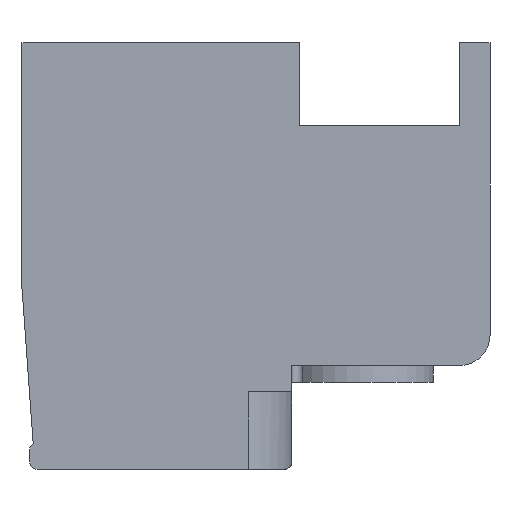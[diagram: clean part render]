
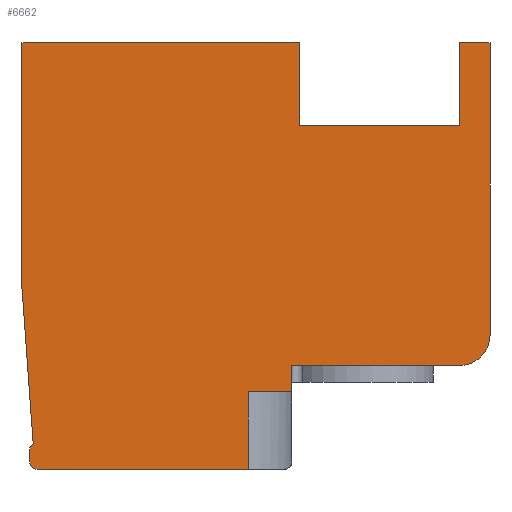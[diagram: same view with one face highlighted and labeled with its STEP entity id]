
A CAD part, front view. The second image highlights one B-rep face of the part: STEP entity #6662.
In plain terms, the highlighted planar face has unit normal (0, -1, 0).
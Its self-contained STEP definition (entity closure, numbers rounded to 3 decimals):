
#1=DIRECTION('',(0.,0.,1.));
#2=VECTOR('',#1,2.05);
#3=CARTESIAN_POINT('',(-0.15,0.,-6.175));
#4=LINE('',#3,#2);
#5=DIRECTION('',(-1.,0.,0.));
#6=VECTOR('',#5,5.6);
#7=CARTESIAN_POINT('',(-0.15,0.,-6.175));
#8=LINE('',#7,#6);
#9=CARTESIAN_POINT('',(-5.75,0.,-5.975));
#10=DIRECTION('',(0.,1.,0.));
#11=DIRECTION('',(0.,0.,-1.));
#12=AXIS2_PLACEMENT_3D('',#9,#10,#11);
#14=DIRECTION('',(0.,0.,1.));
#15=VECTOR('',#14,0.3);
#16=CARTESIAN_POINT('',(-5.95,0.,-5.975));
#17=LINE('',#16,#15);
#18=CARTESIAN_POINT('',(-5.75,0.,-5.675));
#19=DIRECTION('',(0.,1.,0.));
#20=DIRECTION('',(-1.,0.,0.));
#21=AXIS2_PLACEMENT_3D('',#18,#19,#20);
#23=DIRECTION('',(-0.072,0.,0.997));
#24=VECTOR('',#23,4.13);
#25=CARTESIAN_POINT('',(-5.854,0.,-5.504));
#26=LINE('',#25,#24);
#27=DIRECTION('',(0.,0.,1.));
#28=VECTOR('',#27,6.51);
#29=CARTESIAN_POINT('',(-6.15,0.,-1.385));
#30=LINE('',#29,#28);
#31=DIRECTION('',(1.,0.,0.));
#32=VECTOR('',#31,7.35);
#33=CARTESIAN_POINT('',(-6.15,0.,5.125));
#34=LINE('',#33,#32);
#35=DIRECTION('',(0.,0.,-1.));
#36=VECTOR('',#35,2.2);
#37=CARTESIAN_POINT('',(1.2,0.,5.125));
#38=LINE('',#37,#36);
#39=DIRECTION('',(1.,0.,0.));
#40=VECTOR('',#39,4.25);
#41=CARTESIAN_POINT('',(1.2,0.,2.925));
#42=LINE('',#41,#40);
#43=DIRECTION('',(0.,0.,1.));
#44=VECTOR('',#43,2.2);
#45=CARTESIAN_POINT('',(5.45,0.,2.925));
#46=LINE('',#45,#44);
#47=DIRECTION('',(1.,0.,0.));
#48=VECTOR('',#47,0.8);
#49=CARTESIAN_POINT('',(5.45,0.,5.125));
#50=LINE('',#49,#48);
#51=DIRECTION('',(0.,0.,-1.));
#52=VECTOR('',#51,7.75);
#53=CARTESIAN_POINT('',(6.25,0.,5.125));
#54=LINE('',#53,#52);
#55=CARTESIAN_POINT('',(5.45,0.,-2.625));
#56=DIRECTION('',(0.,1.,0.));
#57=DIRECTION('',(1.,0.,0.));
#58=AXIS2_PLACEMENT_3D('',#55,#56,#57);
#60=DIRECTION('',(-1.,0.,0.));
#61=VECTOR('',#60,4.45);
#62=CARTESIAN_POINT('',(5.45,0.,-3.425));
#63=LINE('',#62,#61);
#64=DIRECTION('',(0.,0.,-1.));
#65=VECTOR('',#64,0.7);
#66=CARTESIAN_POINT('',(1.,0.,-3.425));
#67=LINE('',#66,#65);
#68=DIRECTION('',(1.,0.,0.));
#69=VECTOR('',#68,1.15);
#70=CARTESIAN_POINT('',(-0.15,0.,-4.125));
#71=LINE('',#70,#69);
#5123=CARTESIAN_POINT('',(6.25,0.,5.125));
#5124=CARTESIAN_POINT('',(6.25,0.,-2.625));
#5125=VERTEX_POINT('',#5123);
#5126=VERTEX_POINT('',#5124);
#5127=CARTESIAN_POINT('',(5.45,0.,-3.425));
#5128=VERTEX_POINT('',#5127);
#5129=CARTESIAN_POINT('',(1.,0.,-3.425));
#5130=VERTEX_POINT('',#5129);
#5131=CARTESIAN_POINT('',(-5.75,0.,-6.175));
#5132=CARTESIAN_POINT('',(-5.95,0.,-5.975));
#5133=VERTEX_POINT('',#5131);
#5134=VERTEX_POINT('',#5132);
#5135=CARTESIAN_POINT('',(-5.95,0.,-5.675));
#5136=VERTEX_POINT('',#5135);
#5137=CARTESIAN_POINT('',(-5.854,0.,-5.504));
#5138=VERTEX_POINT('',#5137);
#5139=CARTESIAN_POINT('',(-6.15,0.,-1.385));
#5140=VERTEX_POINT('',#5139);
#5141=CARTESIAN_POINT('',(-6.15,0.,5.125));
#5142=VERTEX_POINT('',#5141);
#5143=CARTESIAN_POINT('',(1.2,0.,5.125));
#5144=CARTESIAN_POINT('',(1.2,0.,2.925));
#5145=VERTEX_POINT('',#5143);
#5146=VERTEX_POINT('',#5144);
#5147=CARTESIAN_POINT('',(5.45,0.,2.925));
#5148=VERTEX_POINT('',#5147);
#5149=CARTESIAN_POINT('',(5.45,0.,5.125));
#5150=VERTEX_POINT('',#5149);
#5601=CARTESIAN_POINT('',(-0.15,0.,-6.175));
#5602=CARTESIAN_POINT('',(-0.15,0.,-4.125));
#5603=VERTEX_POINT('',#5601);
#5604=VERTEX_POINT('',#5602);
#5605=CARTESIAN_POINT('',(1.,0.,-4.125));
#5606=VERTEX_POINT('',#5605);
#6621=CARTESIAN_POINT('',(0.,0.,0.));
#6622=DIRECTION('',(0.,1.,0.));
#6623=DIRECTION('',(1.,0.,0.));
#6624=AXIS2_PLACEMENT_3D('',#6621,#6622,#6623);
#6625=PLANE('',#6624);
#6627=ORIENTED_EDGE('',*,*,#6626,.F.);
#6629=ORIENTED_EDGE('',*,*,#6628,.T.);
#6631=ORIENTED_EDGE('',*,*,#6630,.T.);
#6633=ORIENTED_EDGE('',*,*,#6632,.T.);
#6635=ORIENTED_EDGE('',*,*,#6634,.T.);
#6637=ORIENTED_EDGE('',*,*,#6636,.T.);
#6639=ORIENTED_EDGE('',*,*,#6638,.T.);
#6641=ORIENTED_EDGE('',*,*,#6640,.T.);
#6643=ORIENTED_EDGE('',*,*,#6642,.T.);
#6645=ORIENTED_EDGE('',*,*,#6644,.T.);
#6647=ORIENTED_EDGE('',*,*,#6646,.T.);
#6649=ORIENTED_EDGE('',*,*,#6648,.T.);
#6651=ORIENTED_EDGE('',*,*,#6650,.T.);
#6653=ORIENTED_EDGE('',*,*,#6652,.T.);
#6655=ORIENTED_EDGE('',*,*,#6654,.T.);
#6657=ORIENTED_EDGE('',*,*,#6656,.T.);
#6659=ORIENTED_EDGE('',*,*,#6658,.F.);
#6660=EDGE_LOOP('',(#6627,#6629,#6631,#6633,#6635,#6637,#6639,#6641,#6643,#6645,
#6647,#6649,#6651,#6653,#6655,#6657,#6659));
#6661=FACE_OUTER_BOUND('',#6660,.F.);
#6662=ADVANCED_FACE('',(#6661),#6625,.F.);
#13=CIRCLE('',#12,0.2);
#22=CIRCLE('',#21,0.2);
#59=CIRCLE('',#58,0.8);
#6626=EDGE_CURVE('',#5603,#5604,#4,.T.);
#6628=EDGE_CURVE('',#5603,#5133,#8,.T.);
#6630=EDGE_CURVE('',#5133,#5134,#13,.T.);
#6632=EDGE_CURVE('',#5134,#5136,#17,.T.);
#6634=EDGE_CURVE('',#5136,#5138,#22,.T.);
#6636=EDGE_CURVE('',#5138,#5140,#26,.T.);
#6638=EDGE_CURVE('',#5140,#5142,#30,.T.);
#6640=EDGE_CURVE('',#5142,#5145,#34,.T.);
#6642=EDGE_CURVE('',#5145,#5146,#38,.T.);
#6644=EDGE_CURVE('',#5146,#5148,#42,.T.);
#6646=EDGE_CURVE('',#5148,#5150,#46,.T.);
#6648=EDGE_CURVE('',#5150,#5125,#50,.T.);
#6650=EDGE_CURVE('',#5125,#5126,#54,.T.);
#6652=EDGE_CURVE('',#5126,#5128,#59,.T.);
#6654=EDGE_CURVE('',#5128,#5130,#63,.T.);
#6656=EDGE_CURVE('',#5130,#5606,#67,.T.);
#6658=EDGE_CURVE('',#5604,#5606,#71,.T.);
